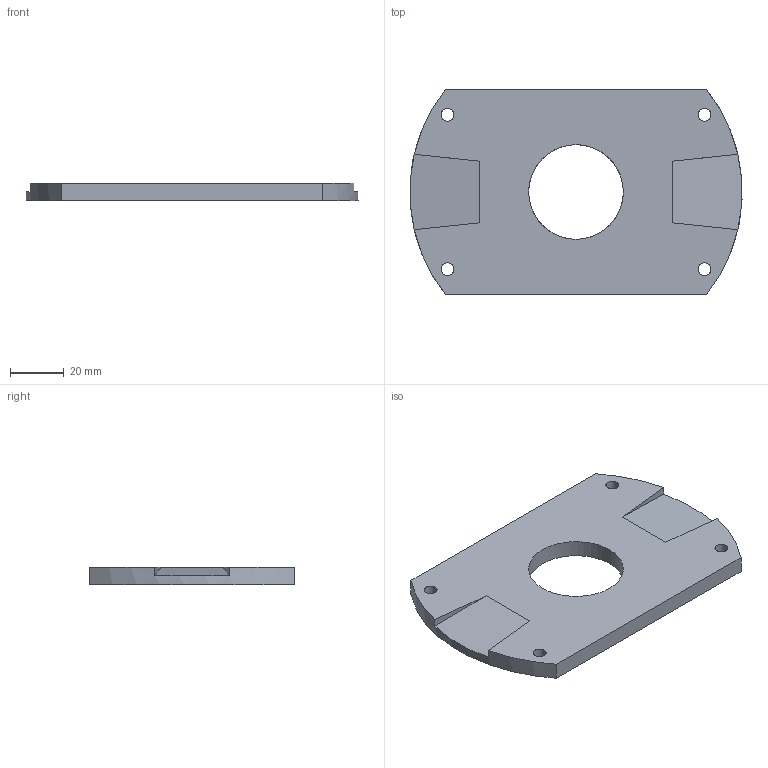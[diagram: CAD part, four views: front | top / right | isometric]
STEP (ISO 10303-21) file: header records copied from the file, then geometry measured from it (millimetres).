
FILE_DESCRIPTION ((), '1');
FILE_NAME ('B8725-1-4.stp', '2015-11-18T15:08:51', ('B8725-1-4.stp'), ('Unknown'), 'HarmonyWare STEP v1.3.9', 'Bobcad-cam', '');
FILE_SCHEMA (('CONFIG_CONTROL_DESIGN'));
Length unit declared in the file: millimetre
Products named in the file (2): product-name
Bounding box: 123.05 x 76.2 x 6.35 mm (x, y, z)
Volume: 46905.9 mm3; surface area: 18757.4 mm2
Topology: 1 solids, 1 shells, 17 faces, 69 edges, 68 vertices
Faces by surface type: bspline 17
Entity records: 1114 total; most frequent: CARTESIAN_POINT 394, ORIENTED_EDGE 110, EDGE_CURVE 55, VERTEX_POINT 40, B_SPLINE_CURVE_WITH_KNOTS 35, COLOUR_RGB 32, PRESENTATION_STYLE_ASSIGNMENT 32, EDGE_LOOP 27
